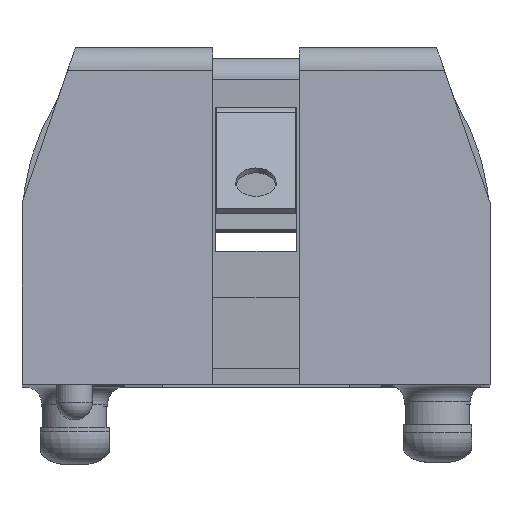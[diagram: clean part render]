
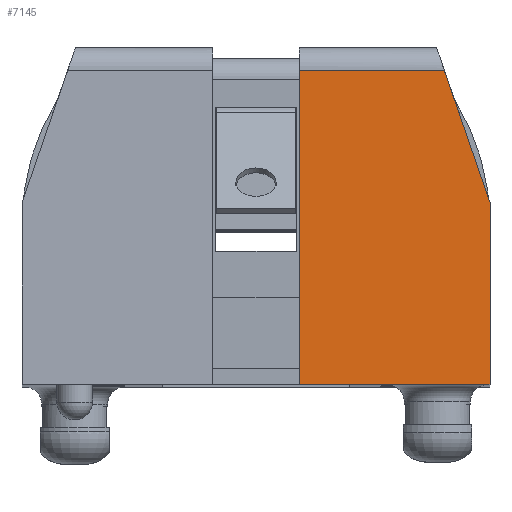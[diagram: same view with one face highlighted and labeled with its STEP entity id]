
A CAD part, top view. The second image highlights one B-rep face of the part: STEP entity #7145.
In plain terms, the highlighted planar face has unit normal (0, 0.018, 1).
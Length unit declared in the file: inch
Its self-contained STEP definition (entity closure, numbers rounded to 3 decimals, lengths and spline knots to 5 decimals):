
#185 = EDGE_CURVE ( 'NONE', #26948, #17324, #22299, .T. ) ;
#330 = CARTESIAN_POINT ( 'NONE',  ( 0.43825, 0.22278, 1.51292 ) ) ;
#430 = DIRECTION ( 'NONE',  ( 0., -1., 0.017 ) ) ;
#1113 = VECTOR ( 'NONE', #12897, 39.37008 ) ;
#1328 = CARTESIAN_POINT ( 'NONE',  ( 0.4065, 0., 1.51681 ) ) ;
#1536 = EDGE_CURVE ( 'NONE', #24472, #1802, #4393, .T. ) ;
#1802 = VERTEX_POINT ( 'NONE', #13601 ) ;
#4393 = LINE ( 'NONE', #22413, #22227 ) ;
#5859 = DIRECTION ( 'NONE',  ( -1., 0., 0. ) ) ;
#6163 = CARTESIAN_POINT ( 'NONE',  ( 0.075, 0.5457, 1.50729 ) ) ;
#6617 = VECTOR ( 'NONE', #11775, 39.37008 ) ;
#7079 = CARTESIAN_POINT ( 'NONE',  ( -0.4065, -0.068, 1.518 ) ) ;
#7145 = ADVANCED_FACE ( 'NONE', ( #16341 ), #27200, .T. ) ;
#8174 = LINE ( 'NONE', #330, #20033 ) ;
#10420 = ORIENTED_EDGE ( 'NONE', *, *, #185, .T. ) ;
#10678 = CARTESIAN_POINT ( 'NONE',  ( 0.075, -0.068, 1.518 ) ) ;
#11775 = DIRECTION ( 'NONE',  ( 0., -1., 0.017 ) ) ;
#12897 = DIRECTION ( 'NONE',  ( 0., 1., -0.017 ) ) ;
#13383 = ORIENTED_EDGE ( 'NONE', *, *, #20912, .F. ) ;
#13601 = CARTESIAN_POINT ( 'NONE',  ( 0.075, 0., 1.51681 ) ) ;
#13806 = DIRECTION ( 'NONE',  ( 0., 0.017, 1. ) ) ;
#15498 = DIRECTION ( 'NONE',  ( -1., 0., 0. ) ) ;
#15962 = DIRECTION ( 'NONE',  ( 0.326, -0.945, 0.017 ) ) ;
#16341 = FACE_OUTER_BOUND ( 'NONE', #25919, .T. ) ;
#16358 = VECTOR ( 'NONE', #5859, 39.37008 ) ;
#17324 = VERTEX_POINT ( 'NONE', #28756 ) ;
#18327 = ORIENTED_EDGE ( 'NONE', *, *, #1536, .F. ) ;
#18486 = LINE ( 'NONE', #22749, #6617 ) ;
#18930 = LINE ( 'NONE', #10678, #1113 ) ;
#20033 = VECTOR ( 'NONE', #15962, 39.37008 ) ;
#20864 = AXIS2_PLACEMENT_3D ( 'NONE', #7079, #13806, #430 ) ;
#20912 = EDGE_CURVE ( 'NONE', #1802, #17324, #18930, .T. ) ;
#21990 = VERTEX_POINT ( 'NONE', #26981 ) ;
#22227 = VECTOR ( 'NONE', #15498, 39.37008 ) ;
#22299 = LINE ( 'NONE', #6163, #16358 ) ;
#22413 = CARTESIAN_POINT ( 'NONE',  ( -0.4065, 0., 1.51681 ) ) ;
#22749 = CARTESIAN_POINT ( 'NONE',  ( 0.4065, -0.068, 1.518 ) ) ;
#23873 = ORIENTED_EDGE ( 'NONE', *, *, #26154, .F. ) ;
#24472 = VERTEX_POINT ( 'NONE', #1328 ) ;
#25919 = EDGE_LOOP ( 'NONE', ( #23873, #10420, #13383, #18327, #28011 ) ) ;
#26154 = EDGE_CURVE ( 'NONE', #26948, #21990, #8174, .T. ) ;
#26948 = VERTEX_POINT ( 'NONE', #28427 ) ;
#26981 = CARTESIAN_POINT ( 'NONE',  ( 0.4065, 0.315, 1.51131 ) ) ;
#27200 = PLANE ( 'NONE',  #20864 ) ;
#28011 = ORIENTED_EDGE ( 'NONE', *, *, #28658, .F. ) ;
#28427 = CARTESIAN_POINT ( 'NONE',  ( 0.32706, 0.5457, 1.50729 ) ) ;
#28658 = EDGE_CURVE ( 'NONE', #21990, #24472, #18486, .T. ) ;
#28756 = CARTESIAN_POINT ( 'NONE',  ( 0.075, 0.5457, 1.50729 ) ) ;
